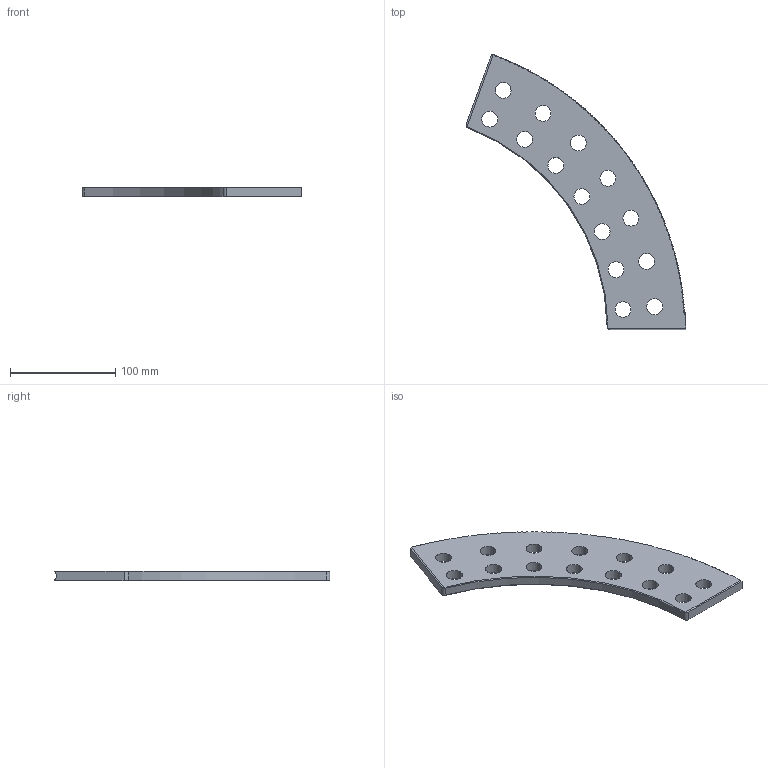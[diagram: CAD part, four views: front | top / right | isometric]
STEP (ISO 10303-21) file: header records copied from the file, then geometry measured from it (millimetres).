
FILE_DESCRIPTION (( 'STEP AP203' ), '1' );
FILE_NAME ('M7393-S.STEP', '2022-04-20T20:53:35', ( '' ), ( '' ), 'SwSTEP 2.0', 'SolidWorks 2020', '' );
FILE_SCHEMA (( 'CONFIG_CONTROL_DESIGN' ));
Length unit declared in the file: inch
Products named in the file (1): M7393-S
Bounding box: 208.47 x 261.68 x 9.49 mm (x, y, z)
Volume: 178021.4 mm3; surface area: 51676 mm2
Topology: 1 solids, 1 shells, 184 faces, 546 edges, 364 vertices
Faces by surface type: sphere 140, cylinder 32, plane 8, torus 2, cone 2
Entity records: 8708 total; most frequent: CARTESIAN_POINT 3611, DIRECTION 1109, ORIENTED_EDGE 1092, EDGE_CURVE 546, AXIS2_PLACEMENT_3D 534, VERTEX_POINT 364, CIRCLE 349, EDGE_LOOP 212
